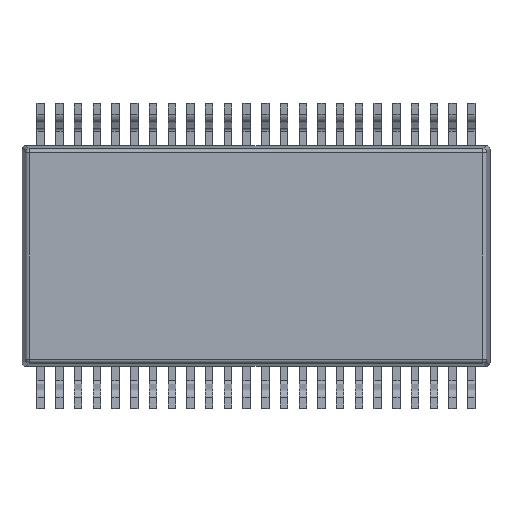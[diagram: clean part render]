
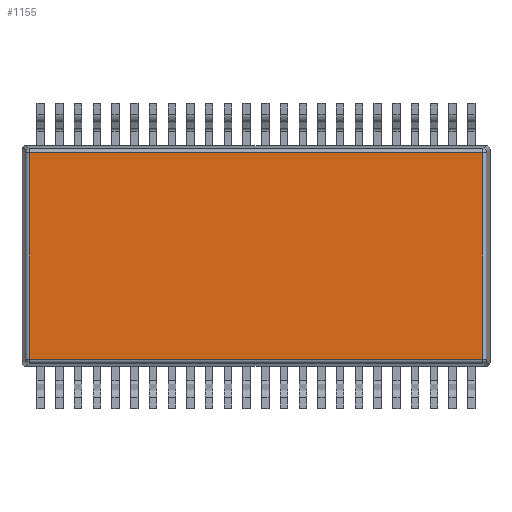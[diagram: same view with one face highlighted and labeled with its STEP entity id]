
A CAD part, front view. The second image highlights one B-rep face of the part: STEP entity #1155.
In plain terms, the highlighted planar face has unit normal (0, -1, 0).
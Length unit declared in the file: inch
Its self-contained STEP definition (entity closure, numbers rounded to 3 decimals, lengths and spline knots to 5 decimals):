
#375=DIRECTION('',(0.,0.,1.));
#376=VECTOR('',#375,0.27596);
#377=CARTESIAN_POINT('',(0.30298,-0.0485,-0.13798));
#378=LINE('',#377,#376);
#397=DIRECTION('',(1.,0.,0.));
#398=VECTOR('',#397,0.60596);
#399=CARTESIAN_POINT('',(-0.30298,-0.0485,-0.13798));
#400=LINE('',#399,#398);
#550=DIRECTION('',(-1.,0.,0.));
#551=VECTOR('',#550,0.60596);
#552=CARTESIAN_POINT('',(0.30298,-0.0485,0.13798));
#553=LINE('',#552,#551);
#580=DIRECTION('',(0.,0.,-1.));
#581=VECTOR('',#580,0.27596);
#582=CARTESIAN_POINT('',(-0.30298,-0.0485,0.13798));
#583=LINE('',#582,#581);
#772=CARTESIAN_POINT('',(0.30298,-0.0485,0.13798));
#773=CARTESIAN_POINT('',(-0.30298,-0.0485,0.13798));
#774=VERTEX_POINT('',#772);
#775=VERTEX_POINT('',#773);
#782=CARTESIAN_POINT('',(-0.30298,-0.0485,-0.13798));
#783=VERTEX_POINT('',#782);
#788=CARTESIAN_POINT('',(0.30298,-0.0485,-0.13798));
#789=VERTEX_POINT('',#788);
#1141=CARTESIAN_POINT('',(0.,-0.0485,0.));
#1142=DIRECTION('',(0.,-1.,0.));
#1143=DIRECTION('',(-1.,0.,0.));
#1144=AXIS2_PLACEMENT_3D('',#1141,#1142,#1143);
#1145=PLANE('',#1144);
#1146=ORIENTED_EDGE('',*,*,#1131,.F.);
#1148=ORIENTED_EDGE('',*,*,#1147,.F.);
#1150=ORIENTED_EDGE('',*,*,#1149,.F.);
#1152=ORIENTED_EDGE('',*,*,#1151,.F.);
#1153=EDGE_LOOP('',(#1146,#1148,#1150,#1152));
#1154=FACE_OUTER_BOUND('',#1153,.F.);
#1155=ADVANCED_FACE('',(#1154),#1145,.T.);
#1131=EDGE_CURVE('',#789,#774,#378,.T.);
#1147=EDGE_CURVE('',#783,#789,#400,.T.);
#1149=EDGE_CURVE('',#775,#783,#583,.T.);
#1151=EDGE_CURVE('',#774,#775,#553,.T.);
